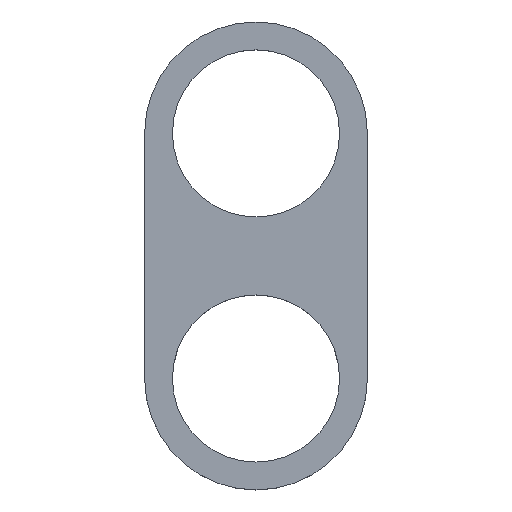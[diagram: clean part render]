
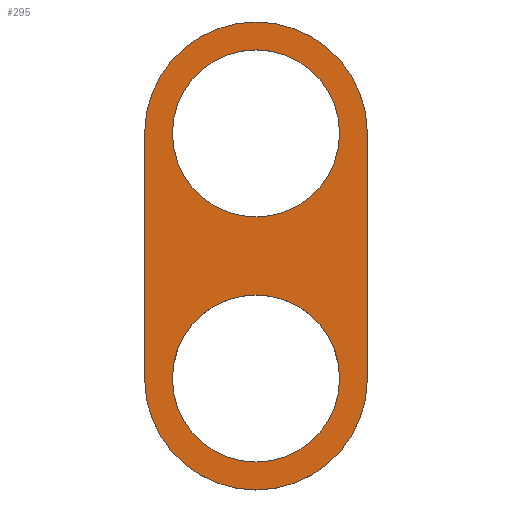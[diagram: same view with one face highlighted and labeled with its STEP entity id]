
A CAD part, top view. The second image highlights one B-rep face of the part: STEP entity #295.
In plain terms, the highlighted planar face has unit normal (0, 0, 1).
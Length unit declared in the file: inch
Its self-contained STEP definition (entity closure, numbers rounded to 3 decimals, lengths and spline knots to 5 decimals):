
#11 = VERTEX_POINT ( 'NONE', #178 ) ;
#13 = DIRECTION ( 'NONE',  ( 0., 0., 1. ) ) ;
#16 = DIRECTION ( 'NONE',  ( 1., 0., 0. ) ) ;
#19 = CARTESIAN_POINT ( 'NONE',  ( 0., 1.65, 0.25 ) ) ;
#32 = LINE ( 'NONE', #137, #177 ) ;
#40 = CIRCLE ( 'NONE', #55, 0.75 ) ;
#41 = VERTEX_POINT ( 'NONE', #259 ) ;
#42 = EDGE_CURVE ( 'NONE', #162, #11, #339, .T. ) ;
#48 = CARTESIAN_POINT ( 'NONE',  ( 0., 0., 0.25 ) ) ;
#53 = DIRECTION ( 'NONE',  ( 0., -1., 0. ) ) ;
#54 = CARTESIAN_POINT ( 'NONE',  ( -0.5625, 1.65, 0.25 ) ) ;
#55 = AXIS2_PLACEMENT_3D ( 'NONE', #19, #191, #357 ) ;
#71 = AXIS2_PLACEMENT_3D ( 'NONE', #296, #109, #269 ) ;
#73 = ORIENTED_EDGE ( 'NONE', *, *, #195, .T. ) ;
#74 = DIRECTION ( 'NONE',  ( 1., 0., 0. ) ) ;
#77 = FACE_BOUND ( 'NONE', #265, .T. ) ;
#78 = DIRECTION ( 'NONE',  ( 1., 0., 0. ) ) ;
#84 = ORIENTED_EDGE ( 'NONE', *, *, #225, .F. ) ;
#85 = FACE_OUTER_BOUND ( 'NONE', #283, .T. ) ;
#103 = ORIENTED_EDGE ( 'NONE', *, *, #272, .T. ) ;
#106 = CARTESIAN_POINT ( 'NONE',  ( 0., 0., 0.25 ) ) ;
#109 = DIRECTION ( 'NONE',  ( 0., 0., 1. ) ) ;
#112 = CARTESIAN_POINT ( 'NONE',  ( 0., 0., 0.25 ) ) ;
#118 = AXIS2_PLACEMENT_3D ( 'NONE', #112, #270, #78 ) ;
#121 = VERTEX_POINT ( 'NONE', #172 ) ;
#123 = ORIENTED_EDGE ( 'NONE', *, *, #176, .T. ) ;
#126 = CARTESIAN_POINT ( 'NONE',  ( 0.5625, 0., 0.25 ) ) ;
#136 = CARTESIAN_POINT ( 'NONE',  ( -0.75, 1.65, 0.25 ) ) ;
#137 = CARTESIAN_POINT ( 'NONE',  ( -0.75, 0., 0.25 ) ) ;
#143 = EDGE_LOOP ( 'NONE', ( #236, #212 ) ) ;
#145 = DIRECTION ( 'NONE',  ( 1., 0., 0. ) ) ;
#147 = AXIS2_PLACEMENT_3D ( 'NONE', #48, #216, #16 ) ;
#154 = CARTESIAN_POINT ( 'NONE',  ( 0.75, 0., 0.25 ) ) ;
#162 = VERTEX_POINT ( 'NONE', #54 ) ;
#169 = LINE ( 'NONE', #325, #231 ) ;
#172 = CARTESIAN_POINT ( 'NONE',  ( 0.75, 1.65, 0.25 ) ) ;
#176 = EDGE_CURVE ( 'NONE', #121, #226, #40, .T. ) ;
#177 = VECTOR ( 'NONE', #53, 39.37008 ) ;
#178 = CARTESIAN_POINT ( 'NONE',  ( 0.5625, 1.65, 0.25 ) ) ;
#186 = DIRECTION ( 'NONE',  ( 1., 0., 0. ) ) ;
#189 = PLANE ( 'NONE',  #222 ) ;
#191 = DIRECTION ( 'NONE',  ( 0., 0., 1. ) ) ;
#195 = EDGE_CURVE ( 'NONE', #226, #229, #32, .T. ) ;
#197 = CARTESIAN_POINT ( 'NONE',  ( 0., 1.65, 0.25 ) ) ;
#202 = AXIS2_PLACEMENT_3D ( 'NONE', #106, #293, #74 ) ;
#212 = ORIENTED_EDGE ( 'NONE', *, *, #42, .F. ) ;
#215 = CARTESIAN_POINT ( 'NONE',  ( 0., 0., 0.25 ) ) ;
#216 = DIRECTION ( 'NONE',  ( 0., 0., 1. ) ) ;
#222 = AXIS2_PLACEMENT_3D ( 'NONE', #215, #13, #186 ) ;
#223 = FACE_BOUND ( 'NONE', #143, .T. ) ;
#225 = EDGE_CURVE ( 'NONE', #41, #347, #248, .T. ) ;
#226 = VERTEX_POINT ( 'NONE', #136 ) ;
#228 = AXIS2_PLACEMENT_3D ( 'NONE', #197, #337, #145 ) ;
#229 = VERTEX_POINT ( 'NONE', #327 ) ;
#231 = VECTOR ( 'NONE', #298, 39.37008 ) ;
#236 = ORIENTED_EDGE ( 'NONE', *, *, #289, .F. ) ;
#248 = CIRCLE ( 'NONE', #118, 0.5625 ) ;
#252 = EDGE_CURVE ( 'NONE', #358, #121, #169, .T. ) ;
#259 = CARTESIAN_POINT ( 'NONE',  ( -0.5625, 0., 0.25 ) ) ;
#265 = EDGE_LOOP ( 'NONE', ( #278, #84 ) ) ;
#269 = DIRECTION ( 'NONE',  ( 1., 0., 0. ) ) ;
#270 = DIRECTION ( 'NONE',  ( 0., 0., 1. ) ) ;
#271 = ORIENTED_EDGE ( 'NONE', *, *, #252, .T. ) ;
#272 = EDGE_CURVE ( 'NONE', #229, #358, #322, .T. ) ;
#278 = ORIENTED_EDGE ( 'NONE', *, *, #310, .F. ) ;
#283 = EDGE_LOOP ( 'NONE', ( #103, #271, #123, #73 ) ) ;
#287 = CIRCLE ( 'NONE', #202, 0.5625 ) ;
#289 = EDGE_CURVE ( 'NONE', #11, #162, #307, .T. ) ;
#293 = DIRECTION ( 'NONE',  ( 0., 0., 1. ) ) ;
#295 = ADVANCED_FACE ( 'NONE', ( #223, #77, #85 ), #189, .T. ) ;
#296 = CARTESIAN_POINT ( 'NONE',  ( 0., 1.65, 0.25 ) ) ;
#298 = DIRECTION ( 'NONE',  ( 0., 1., 0. ) ) ;
#307 = CIRCLE ( 'NONE', #71, 0.5625 ) ;
#310 = EDGE_CURVE ( 'NONE', #347, #41, #287, .T. ) ;
#322 = CIRCLE ( 'NONE', #147, 0.75 ) ;
#325 = CARTESIAN_POINT ( 'NONE',  ( 0.75, 0., 0.25 ) ) ;
#327 = CARTESIAN_POINT ( 'NONE',  ( -0.75, 0., 0.25 ) ) ;
#337 = DIRECTION ( 'NONE',  ( 0., 0., 1. ) ) ;
#339 = CIRCLE ( 'NONE', #228, 0.5625 ) ;
#347 = VERTEX_POINT ( 'NONE', #126 ) ;
#357 = DIRECTION ( 'NONE',  ( 1., 0., 0. ) ) ;
#358 = VERTEX_POINT ( 'NONE', #154 ) ;
